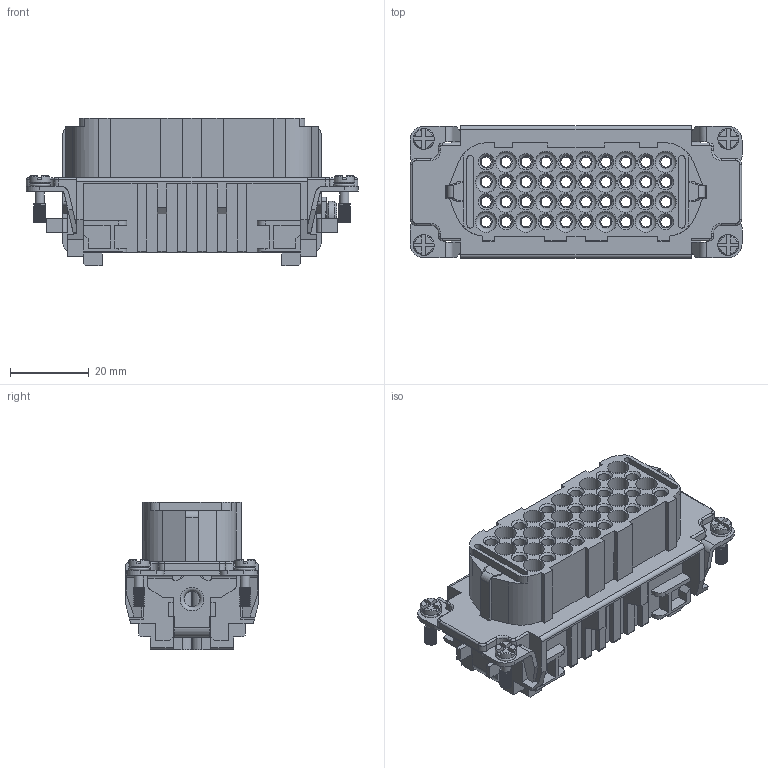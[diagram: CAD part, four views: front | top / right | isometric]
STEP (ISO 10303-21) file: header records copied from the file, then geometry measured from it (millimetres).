
FILE_DESCRIPTION(/* description */ (''),/* implementation_level */ '2;1');
FILE_NAME(/* name */ 'HD-040-FC.stp',/* time_stamp */ '2023-02-09T00:02:52+08:00',/* author */ (''),/* organization */ (''),/* preprocessor_version */ 'ST-DEVELOPER v16',/* originating_system */ 'SIEMENS PLM Software NX 10.0',/* authorisation */ '');
FILE_SCHEMA (('AUTOMOTIVE_DESIGN { 1 0 10303 214 3 1 1 1 }'));
Length unit declared in the file: millimetre
Products named in the file (1): Admi0A2C26ACrorr
Bounding box: 84.5 x 33.8 x 37.45 mm (x, y, z)
Surface area: 33639.3 mm2 (no closed solid volume)
Topology: 0 solids, 1 shells, 1156 faces, 3102 edges, 2046 vertices
Faces by surface type: plane 685, cylinder 380, cone 43, torus 35, bspline 13
Full cylindrical faces by diameter (mm): 2.4 x4, 2.5 x4, 2.6 x40, 3 x40, 3.1 x40, 3.4 x40, 4 x2, 4.3 x40, 5.3 x4, 5.4 x20, 6.4 x2, 7 x1
Entity records: 45635 total; most frequent: CARTESIAN_POINT 18396, DIRECTION 5600, ORIENTED_EDGE 5310, EDGE_CURVE 2655, AXIS2_PLACEMENT_3D 1937, VERTEX_POINT 1887, LINE 1726, VECTOR 1726
